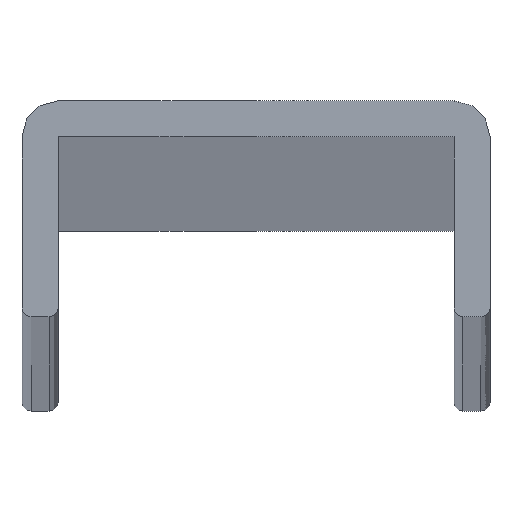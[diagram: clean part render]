
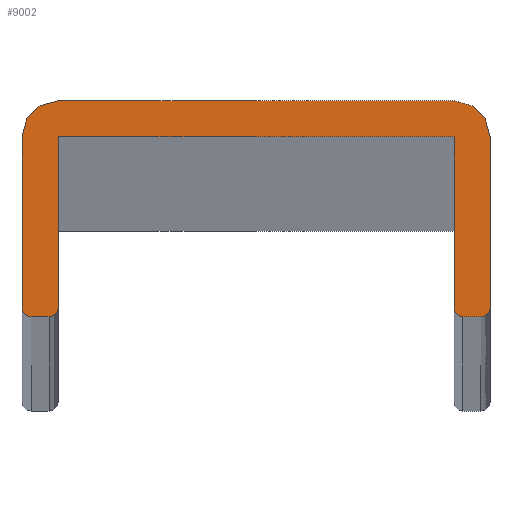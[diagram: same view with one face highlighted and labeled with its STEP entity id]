
A CAD part, top view. The second image highlights one B-rep face of the part: STEP entity #9002.
In plain terms, the highlighted planar face has unit normal (0, 0, 1).
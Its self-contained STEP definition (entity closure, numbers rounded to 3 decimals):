
#230 = ORIENTED_EDGE ( 'NONE', *, *, #2563, .T. ) ;
#241 = ORIENTED_EDGE ( 'NONE', *, *, #5387, .F. ) ;
#356 = VERTEX_POINT ( 'NONE', #2757 ) ;
#410 = DIRECTION ( 'NONE',  ( 0., 0., 1. ) ) ;
#461 = VERTEX_POINT ( 'NONE', #7351 ) ;
#834 = CARTESIAN_POINT ( 'NONE',  ( -11., 0.5, 1500. ) ) ;
#851 = CARTESIAN_POINT ( 'NONE',  ( -11., 10., 1500. ) ) ;
#914 = DIRECTION ( 'NONE',  ( 1., 0., 0. ) ) ;
#974 = EDGE_CURVE ( 'NONE', #1942, #1747, #5412, .T. ) ;
#1088 = CARTESIAN_POINT ( 'NONE',  ( 12.5, 0.5, 1500. ) ) ;
#1121 = VERTEX_POINT ( 'NONE', #10278 ) ;
#1274 = CARTESIAN_POINT ( 'NONE',  ( -11., 12., 1500. ) ) ;
#1420 = DIRECTION ( 'NONE',  ( 1., 0., 0. ) ) ;
#1488 = VECTOR ( 'NONE', #10905, 1000. ) ;
#1545 = VERTEX_POINT ( 'NONE', #4291 ) ;
#1747 = VERTEX_POINT ( 'NONE', #8842 ) ;
#1942 = VERTEX_POINT ( 'NONE', #7766 ) ;
#2255 = VECTOR ( 'NONE', #1420, 1000. ) ;
#2316 = CIRCLE ( 'NONE', #6804, 0.5 ) ;
#2367 = DIRECTION ( 'NONE',  ( 0., 0., 1. ) ) ;
#2378 = CARTESIAN_POINT ( 'NONE',  ( 11.5, 0.5, 1500. ) ) ;
#2379 = VECTOR ( 'NONE', #9733, 1000. ) ;
#2465 = CARTESIAN_POINT ( 'NONE',  ( -11., 0.5, 1500. ) ) ;
#2563 = EDGE_CURVE ( 'NONE', #1747, #8791, #4308, .T. ) ;
#2757 = CARTESIAN_POINT ( 'NONE',  ( 12.5, 0., 1500. ) ) ;
#3154 = DIRECTION ( 'NONE',  ( 0., 0., 1. ) ) ;
#3509 = ORIENTED_EDGE ( 'NONE', *, *, #4657, .T. ) ;
#3518 = VECTOR ( 'NONE', #6397, 1000. ) ;
#3594 = AXIS2_PLACEMENT_3D ( 'NONE', #14295, #6685, #15619 ) ;
#3849 = CARTESIAN_POINT ( 'NONE',  ( -11., 10., 1500. ) ) ;
#3878 = VERTEX_POINT ( 'NONE', #8361 ) ;
#4117 = CARTESIAN_POINT ( 'NONE',  ( -12.5, 0., 1500. ) ) ;
#4129 = FACE_OUTER_BOUND ( 'NONE', #15248, .T. ) ;
#4239 = EDGE_CURVE ( 'NONE', #1121, #7056, #15302, .T. ) ;
#4272 = ORIENTED_EDGE ( 'NONE', *, *, #11057, .F. ) ;
#4284 = EDGE_CURVE ( 'NONE', #10268, #3878, #11873, .T. ) ;
#4291 = CARTESIAN_POINT ( 'NONE',  ( -12.5, 0., 1500. ) ) ;
#4308 = LINE ( 'NONE', #9977, #5350 ) ;
#4377 = CARTESIAN_POINT ( 'NONE',  ( -11.5, 0.5, 1500. ) ) ;
#4435 = ORIENTED_EDGE ( 'NONE', *, *, #974, .T. ) ;
#4492 = CARTESIAN_POINT ( 'NONE',  ( 13., 10., 1500. ) ) ;
#4527 = VERTEX_POINT ( 'NONE', #1274 ) ;
#4657 = EDGE_CURVE ( 'NONE', #10268, #1545, #5297, .T. ) ;
#4895 = ORIENTED_EDGE ( 'NONE', *, *, #12635, .T. ) ;
#4918 = CARTESIAN_POINT ( 'NONE',  ( 13., 0.5, 1500. ) ) ;
#5189 = CARTESIAN_POINT ( 'NONE',  ( 11.5, 0., 1500. ) ) ;
#5297 = CIRCLE ( 'NONE', #13132, 0.5 ) ;
#5350 = VECTOR ( 'NONE', #15199, 1000. ) ;
#5387 = EDGE_CURVE ( 'NONE', #4527, #13541, #11452, .T. ) ;
#5412 = LINE ( 'NONE', #3849, #16371 ) ;
#5538 = CARTESIAN_POINT ( 'NONE',  ( -11., 12., 1500. ) ) ;
#5685 = CARTESIAN_POINT ( 'NONE',  ( 12.5, 0., 1500. ) ) ;
#5738 = LINE ( 'NONE', #5685, #16301 ) ;
#6397 = DIRECTION ( 'NONE',  ( 0., 1., 0. ) ) ;
#6685 = DIRECTION ( 'NONE',  ( 0., 0., -1. ) ) ;
#6804 = AXIS2_PLACEMENT_3D ( 'NONE', #4377, #3154, #12054 ) ;
#6831 = EDGE_CURVE ( 'NONE', #356, #11371, #5738, .T. ) ;
#6960 = ORIENTED_EDGE ( 'NONE', *, *, #16431, .T. ) ;
#7001 = ORIENTED_EDGE ( 'NONE', *, *, #4239, .F. ) ;
#7056 = VERTEX_POINT ( 'NONE', #4918 ) ;
#7294 = DIRECTION ( 'NONE',  ( 0., 0., 1. ) ) ;
#7351 = CARTESIAN_POINT ( 'NONE',  ( -11.5, 0., 1500. ) ) ;
#7766 = CARTESIAN_POINT ( 'NONE',  ( -11., 10., 1500. ) ) ;
#7867 = DIRECTION ( 'NONE',  ( 1., 0., 0. ) ) ;
#7970 = CIRCLE ( 'NONE', #11279, 0.5 ) ;
#8361 = CARTESIAN_POINT ( 'NONE',  ( -13., 10., 1500. ) ) ;
#8390 = EDGE_CURVE ( 'NONE', #1545, #461, #8456, .T. ) ;
#8393 = ORIENTED_EDGE ( 'NONE', *, *, #8390, .T. ) ;
#8456 = LINE ( 'NONE', #4117, #2255 ) ;
#8504 = ORIENTED_EDGE ( 'NONE', *, *, #12370, .T. ) ;
#8791 = VERTEX_POINT ( 'NONE', #16024 ) ;
#8842 = CARTESIAN_POINT ( 'NONE',  ( 11., 10., 1500. ) ) ;
#9002 = ADVANCED_FACE ( 'NONE', ( #4129 ), #14393, .T. ) ;
#9029 = ORIENTED_EDGE ( 'NONE', *, *, #4284, .F. ) ;
#9286 = EDGE_CURVE ( 'NONE', #4527, #3878, #14464, .T. ) ;
#9427 = CARTESIAN_POINT ( 'NONE',  ( -12.5, 0.5, 1500. ) ) ;
#9488 = DIRECTION ( 'NONE',  ( 0., 0., 1. ) ) ;
#9733 = DIRECTION ( 'NONE',  ( 0., 1., 0. ) ) ;
#9977 = CARTESIAN_POINT ( 'NONE',  ( 11., 10., 1500. ) ) ;
#10058 = VERTEX_POINT ( 'NONE', #2465 ) ;
#10268 = VERTEX_POINT ( 'NONE', #10608 ) ;
#10278 = CARTESIAN_POINT ( 'NONE',  ( 13., 10., 1500. ) ) ;
#10608 = CARTESIAN_POINT ( 'NONE',  ( -13., 0.5, 1500. ) ) ;
#10652 = AXIS2_PLACEMENT_3D ( 'NONE', #15503, #410, #7867 ) ;
#10905 = DIRECTION ( 'NONE',  ( 0., -1., 0. ) ) ;
#10921 = ORIENTED_EDGE ( 'NONE', *, *, #9286, .T. ) ;
#11057 = EDGE_CURVE ( 'NONE', #13541, #1121, #14962, .T. ) ;
#11197 = ORIENTED_EDGE ( 'NONE', *, *, #6831, .F. ) ;
#11279 = AXIS2_PLACEMENT_3D ( 'NONE', #1088, #11306, #15108 ) ;
#11306 = DIRECTION ( 'NONE',  ( 0., 0., 1. ) ) ;
#11371 = VERTEX_POINT ( 'NONE', #5189 ) ;
#11452 = LINE ( 'NONE', #5538, #14418 ) ;
#11561 = CARTESIAN_POINT ( 'NONE',  ( -13., 0.5, 1500. ) ) ;
#11873 = LINE ( 'NONE', #11561, #3518 ) ;
#12054 = DIRECTION ( 'NONE',  ( 1., 0., 0. ) ) ;
#12370 = EDGE_CURVE ( 'NONE', #356, #7056, #7970, .T. ) ;
#12635 = EDGE_CURVE ( 'NONE', #10058, #1942, #16341, .T. ) ;
#13071 = DIRECTION ( 'NONE',  ( 1., 0., 0. ) ) ;
#13132 = AXIS2_PLACEMENT_3D ( 'NONE', #9427, #9488, #15893 ) ;
#13541 = VERTEX_POINT ( 'NONE', #15370 ) ;
#13964 = DIRECTION ( 'NONE',  ( 1., 0., 0. ) ) ;
#14128 = AXIS2_PLACEMENT_3D ( 'NONE', #851, #2367, #16241 ) ;
#14252 = EDGE_CURVE ( 'NONE', #8791, #11371, #15534, .T. ) ;
#14295 = CARTESIAN_POINT ( 'NONE',  ( 11., 10., 1500. ) ) ;
#14393 = PLANE ( 'NONE',  #10652 ) ;
#14418 = VECTOR ( 'NONE', #13071, 1000. ) ;
#14464 = CIRCLE ( 'NONE', #14128, 2. ) ;
#14573 = DIRECTION ( 'NONE',  ( -1., 0., 0. ) ) ;
#14675 = AXIS2_PLACEMENT_3D ( 'NONE', #2378, #7294, #914 ) ;
#14962 = CIRCLE ( 'NONE', #3594, 2. ) ;
#15058 = ORIENTED_EDGE ( 'NONE', *, *, #14252, .T. ) ;
#15108 = DIRECTION ( 'NONE',  ( 1., 0., 0. ) ) ;
#15199 = DIRECTION ( 'NONE',  ( 0., -1., 0. ) ) ;
#15248 = EDGE_LOOP ( 'NONE', ( #10921, #9029, #3509, #8393, #6960, #4895, #4435, #230, #15058, #11197, #8504, #7001, #4272, #241 ) ) ;
#15302 = LINE ( 'NONE', #4492, #1488 ) ;
#15370 = CARTESIAN_POINT ( 'NONE',  ( 11., 12., 1500. ) ) ;
#15503 = CARTESIAN_POINT ( 'NONE',  ( -11., 10., 1500. ) ) ;
#15534 = CIRCLE ( 'NONE', #14675, 0.5 ) ;
#15619 = DIRECTION ( 'NONE',  ( -1., 0., 0. ) ) ;
#15893 = DIRECTION ( 'NONE',  ( 1., 0., 0. ) ) ;
#16024 = CARTESIAN_POINT ( 'NONE',  ( 11., 0.5, 1500. ) ) ;
#16241 = DIRECTION ( 'NONE',  ( 1., 0., 0. ) ) ;
#16301 = VECTOR ( 'NONE', #14573, 1000. ) ;
#16341 = LINE ( 'NONE', #834, #2379 ) ;
#16371 = VECTOR ( 'NONE', #13964, 1000. ) ;
#16431 = EDGE_CURVE ( 'NONE', #461, #10058, #2316, .T. ) ;
